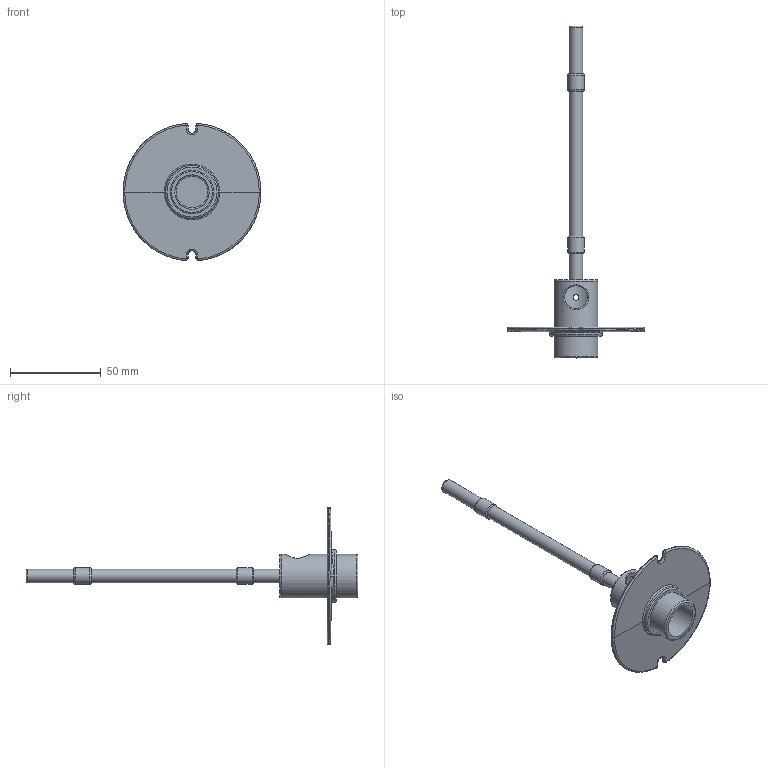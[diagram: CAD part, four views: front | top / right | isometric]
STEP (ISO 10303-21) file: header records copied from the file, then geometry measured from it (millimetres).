
FILE_DESCRIPTION(/* description */ (''),/* implementation_level */ '2;1');
FILE_NAME(/* name */ 'flyer_vr2.stp',/* time_stamp */ '2016-06-02T12:15:16-04:00',/* author */ (''),/* organization */ (''),/* preprocessor_version */ 'ST-DEVELOPER v16',/* originating_system */ 'SIEMENS PLM Software NX 10.0',/* authorisation */ '');
FILE_SCHEMA (('AUTOMOTIVE_DESIGN { 1 0 10303 214 3 1 1 1 }'));
Length unit declared in the file: inch
Products named in the file (1): flyer
Bounding box: 76.2 x 183.39 x 75.84 mm (x, y, z)
Volume: 23897.1 mm3; surface area: 18057.1 mm2
Topology: 1 solids, 1 shells, 70 faces, 159 edges, 93 vertices
Faces by surface type: cylinder 27, bspline 18, torus 13, plane 12
Full cylindrical faces by diameter (mm): 3.175 x1, 7.493 x3, 9.017 x2, 12.7 x1, 19.05 x1, 24.13 x2, 29.21 x1
Entity records: 2444 total; most frequent: CARTESIAN_POINT 1015, DIRECTION 312, ORIENTED_EDGE 258, AXIS2_PLACEMENT_3D 141, EDGE_CURVE 129, EDGE_LOOP 97, VERTEX_POINT 84, ADVANCED_FACE 70
